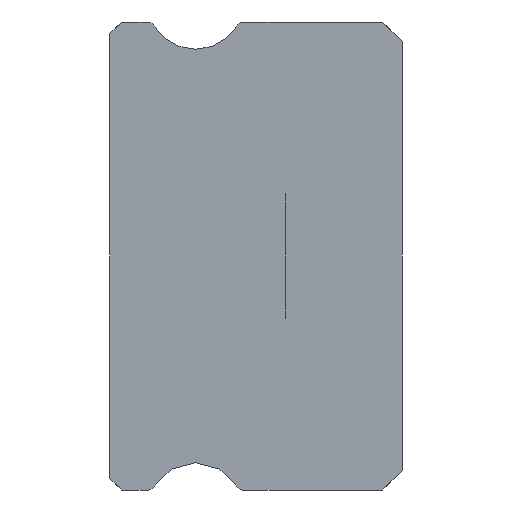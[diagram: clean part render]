
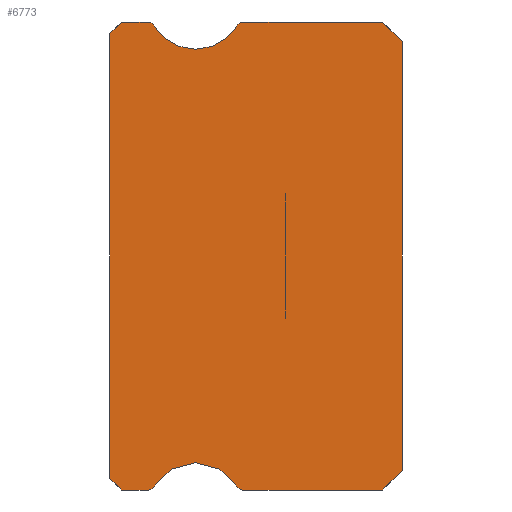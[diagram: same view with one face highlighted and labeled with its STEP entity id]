
A CAD part, left-side view. The second image highlights one B-rep face of the part: STEP entity #6773.
In plain terms, the highlighted planar face has unit normal (-1, 0, 0).
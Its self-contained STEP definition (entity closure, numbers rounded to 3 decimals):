
#27 = VERTEX_POINT ( 'NONE', #8583 ) ;
#140 = VERTEX_POINT ( 'NONE', #7027 ) ;
#519 = VECTOR ( 'NONE', #9747, 1000. ) ;
#683 = LINE ( 'NONE', #1594, #1348 ) ;
#705 = LINE ( 'NONE', #4690, #2944 ) ;
#739 = FACE_OUTER_BOUND ( 'NONE', #6157, .T. ) ;
#826 = VERTEX_POINT ( 'NONE', #9777 ) ;
#954 = LINE ( 'NONE', #10964, #7553 ) ;
#1041 = CIRCLE ( 'NONE', #7324, 1.25 ) ;
#1105 = EDGE_CURVE ( 'NONE', #10683, #1678, #683, .T. ) ;
#1204 = ORIENTED_EDGE ( 'NONE', *, *, #3060, .F. ) ;
#1219 = CARTESIAN_POINT ( 'NONE',  ( -10., 7.5, 5.7 ) ) ;
#1334 = CARTESIAN_POINT ( 'NONE',  ( -10., 6.512, 6. ) ) ;
#1348 = VECTOR ( 'NONE', #4672, 1000. ) ;
#1400 = VERTEX_POINT ( 'NONE', #12229 ) ;
#1459 = CARTESIAN_POINT ( 'NONE',  ( -10., 4.088, -5.85 ) ) ;
#1489 = CIRCLE ( 'NONE', #3565, 1.25 ) ;
#1594 = CARTESIAN_POINT ( 'NONE',  ( -10., 6.512, -6. ) ) ;
#1678 = VERTEX_POINT ( 'NONE', #12577 ) ;
#1789 = CARTESIAN_POINT ( 'NONE',  ( -10., 7.2, -6. ) ) ;
#1790 = CARTESIAN_POINT ( 'NONE',  ( -10., 0., 5.5 ) ) ;
#1991 = VECTOR ( 'NONE', #3552, 1000. ) ;
#2075 = CIRCLE ( 'NONE', #10653, 0.15 ) ;
#2235 = EDGE_CURVE ( 'NONE', #4895, #27, #1041, .T. ) ;
#2323 = CARTESIAN_POINT ( 'NONE',  ( -10., 0.5, -6. ) ) ;
#2435 = DIRECTION ( 'NONE',  ( 0., 0., -1. ) ) ;
#2439 = ORIENTED_EDGE ( 'NONE', *, *, #10031, .F. ) ;
#2540 = DIRECTION ( 'NONE',  ( 0., -0.707, -0.707 ) ) ;
#2557 = DIRECTION ( 'NONE',  ( -1., 0., 0. ) ) ;
#2627 = LINE ( 'NONE', #1790, #4252 ) ;
#2700 = ORIENTED_EDGE ( 'NONE', *, *, #1105, .F. ) ;
#2753 = VERTEX_POINT ( 'NONE', #4367 ) ;
#2844 = DIRECTION ( 'NONE',  ( 0., 0., -1. ) ) ;
#2944 = VECTOR ( 'NONE', #10189, 1000. ) ;
#2975 = CARTESIAN_POINT ( 'NONE',  ( -10., 7.5, 5.85 ) ) ;
#2995 = CARTESIAN_POINT ( 'NONE',  ( -10., 7.5, -5.7 ) ) ;
#3050 = EDGE_CURVE ( 'NONE', #1678, #8897, #7131, .T. ) ;
#3060 = EDGE_CURVE ( 'NONE', #1400, #4895, #1489, .T. ) ;
#3093 = AXIS2_PLACEMENT_3D ( 'NONE', #11818, #6987, #2844 ) ;
#3226 = EDGE_CURVE ( 'NONE', #2753, #10206, #705, .T. ) ;
#3228 = EDGE_CURVE ( 'NONE', #3368, #7341, #12074, .T. ) ;
#3368 = VERTEX_POINT ( 'NONE', #5006 ) ;
#3397 = CARTESIAN_POINT ( 'NONE',  ( -10., 6.512, -6. ) ) ;
#3403 = VERTEX_POINT ( 'NONE', #8424 ) ;
#3474 = ORIENTED_EDGE ( 'NONE', *, *, #3226, .T. ) ;
#3552 = DIRECTION ( 'NONE',  ( 0., -1., 0. ) ) ;
#3565 = AXIS2_PLACEMENT_3D ( 'NONE', #9436, #10170, #2435 ) ;
#3677 = CARTESIAN_POINT ( 'NONE',  ( -10., 6.512, 6. ) ) ;
#3755 = LINE ( 'NONE', #10702, #4439 ) ;
#3784 = VECTOR ( 'NONE', #6071, 1000. ) ;
#4252 = VECTOR ( 'NONE', #5773, 1000. ) ;
#4345 = CARTESIAN_POINT ( 'NONE',  ( -10., 5.3, 5.3 ) ) ;
#4367 = CARTESIAN_POINT ( 'NONE',  ( -10., 7.2, -6. ) ) ;
#4439 = VECTOR ( 'NONE', #8542, 1000. ) ;
#4441 = VERTEX_POINT ( 'NONE', #9957 ) ;
#4558 = ORIENTED_EDGE ( 'NONE', *, *, #11323, .F. ) ;
#4562 = CIRCLE ( 'NONE', #3093, 0.15 ) ;
#4626 = VECTOR ( 'NONE', #2540, 1000. ) ;
#4672 = DIRECTION ( 'NONE',  ( 0., 1., 0. ) ) ;
#4690 = CARTESIAN_POINT ( 'NONE',  ( -10., 6.512, -6. ) ) ;
#4719 = ORIENTED_EDGE ( 'NONE', *, *, #10511, .F. ) ;
#4895 = VERTEX_POINT ( 'NONE', #4345 ) ;
#5006 = CARTESIAN_POINT ( 'NONE',  ( -10., 7.2, 6. ) ) ;
#5321 = AXIS2_PLACEMENT_3D ( 'NONE', #5393, #11408, #10312 ) ;
#5393 = CARTESIAN_POINT ( 'NONE',  ( -10., 4.088, 5.85 ) ) ;
#5627 = DIRECTION ( 'NONE',  ( 0., 0., -1. ) ) ;
#5671 = VERTEX_POINT ( 'NONE', #10375 ) ;
#5773 = DIRECTION ( 'NONE',  ( 0., 0., 1. ) ) ;
#6071 = DIRECTION ( 'NONE',  ( 0., 0.707, -0.707 ) ) ;
#6076 = EDGE_CURVE ( 'NONE', #4441, #10206, #4562, .T. ) ;
#6157 = EDGE_LOOP ( 'NONE', ( #11496, #4719, #6917, #3474, #9702, #9582, #10201, #2700, #4558, #9705, #2439, #6899, #7951, #6540, #1204, #11510, #8216 ) ) ;
#6540 = ORIENTED_EDGE ( 'NONE', *, *, #2235, .F. ) ;
#6773 = ADVANCED_FACE ( 'NONE', ( #739 ), #12819, .F. ) ;
#6793 = CARTESIAN_POINT ( 'NONE',  ( -10., 4.217, -5.925 ) ) ;
#6815 = CARTESIAN_POINT ( 'NONE',  ( -10., 5.3, -6.55 ) ) ;
#6899 = ORIENTED_EDGE ( 'NONE', *, *, #7971, .F. ) ;
#6917 = ORIENTED_EDGE ( 'NONE', *, *, #8043, .T. ) ;
#6987 = DIRECTION ( 'NONE',  ( 1., 0., 0. ) ) ;
#7027 = CARTESIAN_POINT ( 'NONE',  ( -10., 0., -5.5 ) ) ;
#7131 = CIRCLE ( 'NONE', #8396, 0.15 ) ;
#7324 = AXIS2_PLACEMENT_3D ( 'NONE', #10492, #2557, #5627 ) ;
#7341 = VERTEX_POINT ( 'NONE', #12408 ) ;
#7494 = DIRECTION ( 'NONE',  ( 1., 0., 0. ) ) ;
#7525 = CARTESIAN_POINT ( 'NONE',  ( -10., 0.5, 6. ) ) ;
#7551 = VECTOR ( 'NONE', #12842, 1000. ) ;
#7553 = VECTOR ( 'NONE', #11164, 1000. ) ;
#7785 = EDGE_CURVE ( 'NONE', #27, #3403, #8856, .T. ) ;
#7873 = DIRECTION ( 'NONE',  ( 1., 0., 0. ) ) ;
#7951 = ORIENTED_EDGE ( 'NONE', *, *, #7785, .F. ) ;
#7971 = EDGE_CURVE ( 'NONE', #3403, #826, #11737, .T. ) ;
#8043 = EDGE_CURVE ( 'NONE', #10087, #2753, #12504, .T. ) ;
#8048 = EDGE_CURVE ( 'NONE', #8897, #4441, #10937, .T. ) ;
#8216 = ORIENTED_EDGE ( 'NONE', *, *, #11382, .T. ) ;
#8396 = AXIS2_PLACEMENT_3D ( 'NONE', #1459, #11343, #12439 ) ;
#8424 = CARTESIAN_POINT ( 'NONE',  ( -10., 4.088, 6. ) ) ;
#8542 = DIRECTION ( 'NONE',  ( 0., 0.707, -0.707 ) ) ;
#8583 = CARTESIAN_POINT ( 'NONE',  ( -10., 4.217, 5.925 ) ) ;
#8704 = DIRECTION ( 'NONE',  ( 0., 0., -1. ) ) ;
#8856 = CIRCLE ( 'NONE', #5321, 0.15 ) ;
#8897 = VERTEX_POINT ( 'NONE', #6793 ) ;
#9201 = EDGE_CURVE ( 'NONE', #140, #5671, #2627, .T. ) ;
#9436 = CARTESIAN_POINT ( 'NONE',  ( -10., 5.3, 6.55 ) ) ;
#9582 = ORIENTED_EDGE ( 'NONE', *, *, #8048, .F. ) ;
#9702 = ORIENTED_EDGE ( 'NONE', *, *, #6076, .F. ) ;
#9705 = ORIENTED_EDGE ( 'NONE', *, *, #9201, .T. ) ;
#9747 = DIRECTION ( 'NONE',  ( 0., -0.707, -0.707 ) ) ;
#9777 = CARTESIAN_POINT ( 'NONE',  ( -10., 0.5, 6. ) ) ;
#9957 = CARTESIAN_POINT ( 'NONE',  ( -10., 6.383, -5.925 ) ) ;
#10031 = EDGE_CURVE ( 'NONE', #826, #5671, #12477, .T. ) ;
#10087 = VERTEX_POINT ( 'NONE', #2995 ) ;
#10170 = DIRECTION ( 'NONE',  ( -1., 0., 0. ) ) ;
#10189 = DIRECTION ( 'NONE',  ( 0., -1., 0. ) ) ;
#10201 = ORIENTED_EDGE ( 'NONE', *, *, #3050, .F. ) ;
#10206 = VERTEX_POINT ( 'NONE', #3397 ) ;
#10312 = DIRECTION ( 'NONE',  ( 0., 0., -1. ) ) ;
#10375 = CARTESIAN_POINT ( 'NONE',  ( -10., 0., 5.5 ) ) ;
#10492 = CARTESIAN_POINT ( 'NONE',  ( -10., 5.3, 6.55 ) ) ;
#10511 = EDGE_CURVE ( 'NONE', #10087, #7341, #11873, .T. ) ;
#10653 = AXIS2_PLACEMENT_3D ( 'NONE', #12451, #7494, #11466 ) ;
#10683 = VERTEX_POINT ( 'NONE', #2323 ) ;
#10702 = CARTESIAN_POINT ( 'NONE',  ( -10., 0., -5.5 ) ) ;
#10730 = AXIS2_PLACEMENT_3D ( 'NONE', #6815, #10807, #11535 ) ;
#10807 = DIRECTION ( 'NONE',  ( -1., 0., 0. ) ) ;
#10937 = CIRCLE ( 'NONE', #10730, 1.25 ) ;
#10964 = CARTESIAN_POINT ( 'NONE',  ( -10., 7.2, 6. ) ) ;
#11164 = DIRECTION ( 'NONE',  ( 0., 1., 0. ) ) ;
#11275 = AXIS2_PLACEMENT_3D ( 'NONE', #12885, #7873, #8704 ) ;
#11323 = EDGE_CURVE ( 'NONE', #140, #10683, #3755, .T. ) ;
#11343 = DIRECTION ( 'NONE',  ( 1., 0., 0. ) ) ;
#11382 = EDGE_CURVE ( 'NONE', #12711, #3368, #954, .T. ) ;
#11408 = DIRECTION ( 'NONE',  ( 1., 0., 0. ) ) ;
#11466 = DIRECTION ( 'NONE',  ( 0., 0., -1. ) ) ;
#11496 = ORIENTED_EDGE ( 'NONE', *, *, #3228, .T. ) ;
#11510 = ORIENTED_EDGE ( 'NONE', *, *, #11627, .F. ) ;
#11535 = DIRECTION ( 'NONE',  ( 0., 0., -1. ) ) ;
#11627 = EDGE_CURVE ( 'NONE', #12711, #1400, #2075, .T. ) ;
#11737 = LINE ( 'NONE', #3677, #1991 ) ;
#11818 = CARTESIAN_POINT ( 'NONE',  ( -10., 6.512, -5.85 ) ) ;
#11873 = LINE ( 'NONE', #2975, #7551 ) ;
#12074 = LINE ( 'NONE', #1219, #3784 ) ;
#12229 = CARTESIAN_POINT ( 'NONE',  ( -10., 6.383, 5.925 ) ) ;
#12408 = CARTESIAN_POINT ( 'NONE',  ( -10., 7.5, 5.7 ) ) ;
#12439 = DIRECTION ( 'NONE',  ( 0., 0., -1. ) ) ;
#12451 = CARTESIAN_POINT ( 'NONE',  ( -10., 6.512, 5.85 ) ) ;
#12477 = LINE ( 'NONE', #7525, #4626 ) ;
#12504 = LINE ( 'NONE', #1789, #519 ) ;
#12577 = CARTESIAN_POINT ( 'NONE',  ( -10., 4.088, -6. ) ) ;
#12711 = VERTEX_POINT ( 'NONE', #1334 ) ;
#12819 = PLANE ( 'NONE',  #11275 ) ;
#12842 = DIRECTION ( 'NONE',  ( 0., 0., 1. ) ) ;
#12885 = CARTESIAN_POINT ( 'NONE',  ( -10., 6.512, 5.85 ) ) ;
